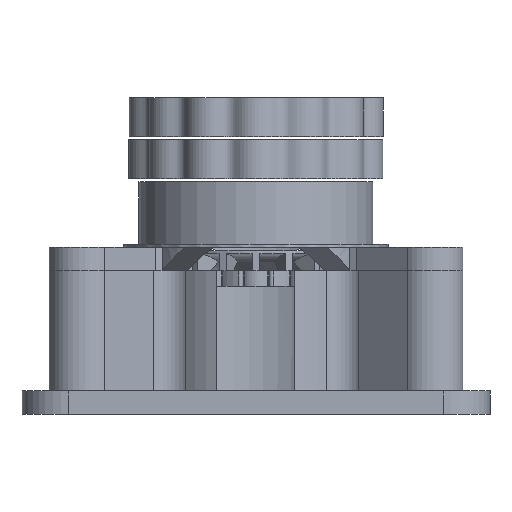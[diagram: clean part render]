
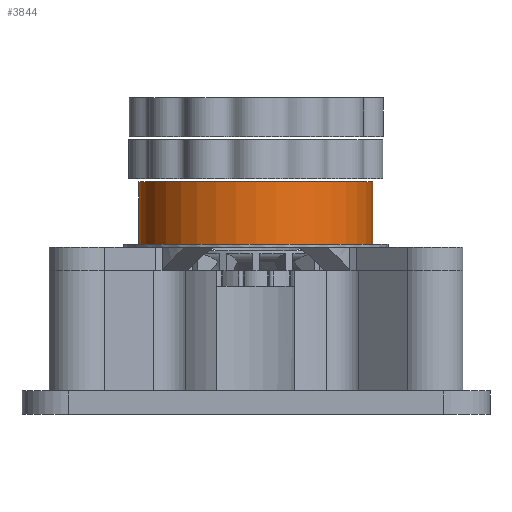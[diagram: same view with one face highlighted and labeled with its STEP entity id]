
A CAD part, front view. The second image highlights one B-rep face of the part: STEP entity #3844.
In plain terms, the highlighted cylindrical face has radius 7.5 mm (diameter 15 mm), a full revolution.
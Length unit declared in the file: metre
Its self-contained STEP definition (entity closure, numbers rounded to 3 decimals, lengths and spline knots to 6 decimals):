
#919=ORIENTED_EDGE('',*,*,#2003,.T.);
#920=ORIENTED_EDGE('',*,*,#2004,.F.);
#2003=EDGE_CURVE('',#2558,#2558,#2923,.T.);
#2004=EDGE_CURVE('',#2559,#2559,#2924,.T.);
#2558=VERTEX_POINT('',#7158);
#2559=VERTEX_POINT('',#7160);
#2923=CIRCLE('',#4192,0.0075);
#2924=CIRCLE('',#4193,0.0075);
#3163=EDGE_LOOP('',(#919));
#3164=EDGE_LOOP('',(#920));
#3475=FACE_BOUND('',#3163,.T.);
#3476=FACE_BOUND('',#3164,.T.);
#3744=CYLINDRICAL_SURFACE('',#4191,0.0075);
#3844=ADVANCED_FACE('',(#3475,#3476),#3744,.T.);
#4191=AXIS2_PLACEMENT_3D('',#7156,#4785,#4786);
#4192=AXIS2_PLACEMENT_3D('',#7157,#4787,#4788);
#4193=AXIS2_PLACEMENT_3D('',#7159,#4789,#4790);
#4785=DIRECTION('',(0.,0.,-1.));
#4786=DIRECTION('',(-1.,0.,0.));
#4787=DIRECTION('',(0.,0.,1.));
#4788=DIRECTION('',(1.,0.,0.));
#4789=DIRECTION('',(0.,0.,1.));
#4790=DIRECTION('',(1.,0.,0.));
#7156=CARTESIAN_POINT('',(0.,0.,0.0117));
#7157=CARTESIAN_POINT('',(0.,0.,0.0109));
#7158=CARTESIAN_POINT('',(0.0075,0.,0.0109));
#7159=CARTESIAN_POINT('',(0.,0.,0.0149));
#7160=CARTESIAN_POINT('',(0.0075,0.,0.0149));
